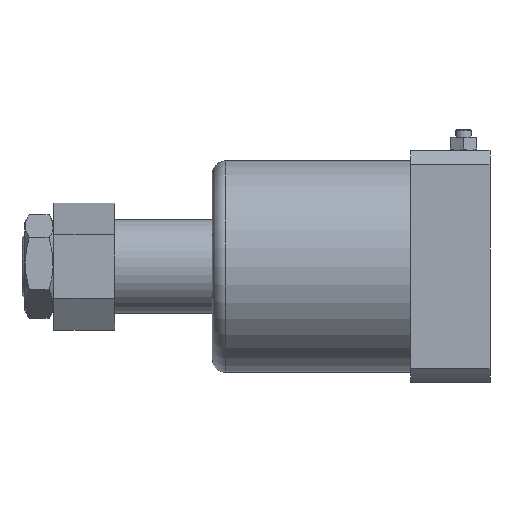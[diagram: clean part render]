
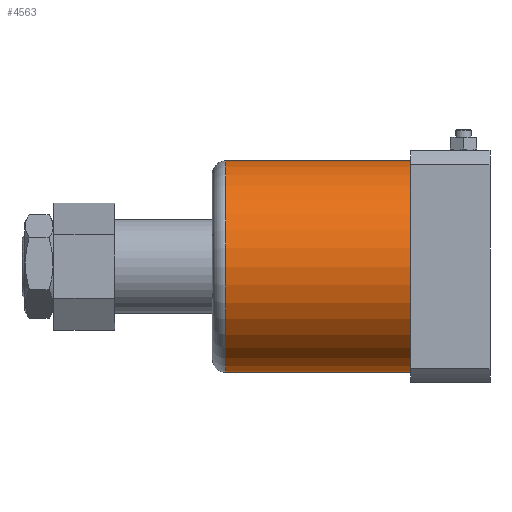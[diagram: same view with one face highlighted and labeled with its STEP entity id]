
A CAD part, left-side view. The second image highlights one B-rep face of the part: STEP entity #4563.
In plain terms, the highlighted cylindrical face has radius 40 mm (diameter 80 mm), a partial arc.
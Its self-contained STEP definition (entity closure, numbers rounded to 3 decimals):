
#41 = CARTESIAN_POINT ( 'NONE',  ( 0., 100., 0. ) ) ;
#42 = DIRECTION ( 'NONE',  ( 0., -1., 0. ) ) ;
#43 = DIRECTION ( 'NONE',  ( 0., 0., 1. ) ) ;
#1422 = CARTESIAN_POINT ( 'NONE',  ( 0., 105., 0. ) ) ;
#1426 = DIRECTION ( 'NONE',  ( 0., -1., 0. ) ) ;
#1431 = DIRECTION ( 'NONE',  ( 0., 0., -1. ) ) ;
#1735 = LINE ( 'NONE', #4221, #1738 ) ;
#1738 = VECTOR ( 'NONE', #4210, 1000. ) ;
#1739 = LINE ( 'NONE', #4209, #1741 ) ;
#1741 = VECTOR ( 'NONE', #4220, 1000. ) ;
#1809 = CIRCLE ( 'NONE', #3639, 40. ) ;
#1838 = CIRCLE ( 'NONE', #3645, 40. ) ;
#1963 = FACE_OUTER_BOUND ( 'NONE', #5591, .T. ) ;
#1966 = CYLINDRICAL_SURFACE ( 'NONE', #5382, 40. ) ;
#2376 = VERTEX_POINT ( 'NONE', #3099 ) ;
#2377 = VERTEX_POINT ( 'NONE', #3098 ) ;
#2383 = VERTEX_POINT ( 'NONE', #3092 ) ;
#2385 = VERTEX_POINT ( 'NONE', #3090 ) ;
#2614 = ORIENTED_EDGE ( 'NONE', *, *, #5150, .F. ) ;
#2615 = ORIENTED_EDGE ( 'NONE', *, *, #5222, .T. ) ;
#2616 = ORIENTED_EDGE ( 'NONE', *, *, #5152, .T. ) ;
#2617 = ORIENTED_EDGE ( 'NONE', *, *, #5204, .T. ) ;
#3090 = CARTESIAN_POINT ( 'NONE',  ( 0., 30., -40. ) ) ;
#3092 = CARTESIAN_POINT ( 'NONE',  ( 0., 30., 40. ) ) ;
#3098 = CARTESIAN_POINT ( 'NONE',  ( 0., 100., 40. ) ) ;
#3099 = CARTESIAN_POINT ( 'NONE',  ( 0., 100., -40. ) ) ;
#3639 = AXIS2_PLACEMENT_3D ( 'NONE', #4458, #4459, #4460 ) ;
#3645 = AXIS2_PLACEMENT_3D ( 'NONE', #41, #42, #43 ) ;
#4209 = CARTESIAN_POINT ( 'NONE',  ( 0., 105., -40. ) ) ;
#4210 = DIRECTION ( 'NONE',  ( 0., -1., 0. ) ) ;
#4220 = DIRECTION ( 'NONE',  ( 0., -1., 0. ) ) ;
#4221 = CARTESIAN_POINT ( 'NONE',  ( 0., 105., 40. ) ) ;
#4458 = CARTESIAN_POINT ( 'NONE',  ( 0., 30., 0. ) ) ;
#4459 = DIRECTION ( 'NONE',  ( 0., 1., 0. ) ) ;
#4460 = DIRECTION ( 'NONE',  ( 0., 0., -1. ) ) ;
#4563 = ADVANCED_FACE ( 'NONE', ( #1963 ), #1966, .T. ) ;
#5150 = EDGE_CURVE ( 'NONE', #2377, #2383, #1735, .T. ) ;
#5152 = EDGE_CURVE ( 'NONE', #2376, #2385, #1739, .T. ) ;
#5204 = EDGE_CURVE ( 'NONE', #2385, #2383, #1809, .T. ) ;
#5222 = EDGE_CURVE ( 'NONE', #2377, #2376, #1838, .T. ) ;
#5382 = AXIS2_PLACEMENT_3D ( 'NONE', #1422, #1426, #1431 ) ;
#5591 = EDGE_LOOP ( 'NONE', ( #2614, #2615, #2616, #2617 ) ) ;
